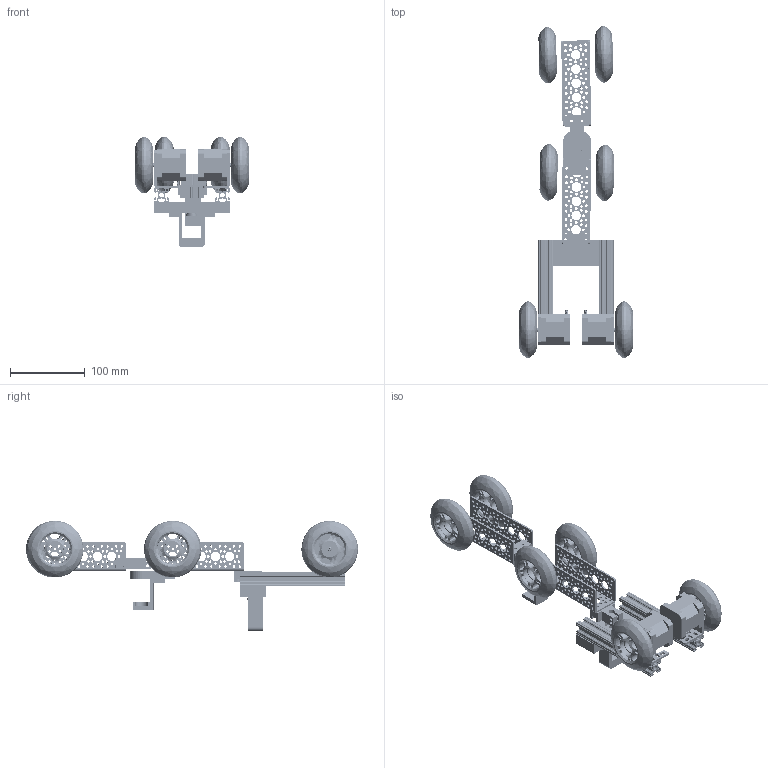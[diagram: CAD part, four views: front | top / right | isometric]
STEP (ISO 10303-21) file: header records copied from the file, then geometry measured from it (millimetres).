
FILE_DESCRIPTION (( 'STEP AP203' ), '1' );
FILE_NAME ('TrailerAssy.STEP', '2018-01-27T09:02:21', ( 'admin' ), ( '' ), 'SwSTEP 2.0', 'SolidWorks 2015', '' );
FILE_SCHEMA (( 'CONFIG_CONTROL_DESIGN' ));
Length unit declared in the file: millimetre
Products named in the file (16): BearingBaseTrailer; 608zz; PotHolder; BearingSpacer; TrailerAssy; EncoderFix; U_profile; X_profile; AxleAdapter; pololu-2266-model; Stepper___ _________; AxleAdapter_Lower; Wheel; TrailerAssy_LowerAdapter; BearingBase
Assembly tree (26 placements, depth 3):
  TrailerAssy
    X_profile  x2
    pololu-2266-model  x2
    Stepper___ _________  x2
    Wheel  x2
    BearingBase
    608zz  x2
    BearingSpacer  x2
    EncoderFix
    TrailerAssy
      U_profile
      AxleAdapter
      Wheel  x2
    TrailerAssy_LowerAdapter
      U_profile
      Wheel  x2
      AxleAdapter_Lower
    BearingBaseTrailer
    PotHolder
Bounding box: 151.89 x 443.04 x 147.23 mm (x, y, z)
Volume: 722458.6 mm3; surface area: 293536.5 mm2
Topology: 28 solids, 30 shells, 3123 faces, 8947 edges, 5878 vertices
Faces by surface type: cylinder 1624, plane 995, bspline 376, cone 88, torus 40
Entity records: 56921 total; most frequent: CARTESIAN_POINT 17141, ORIENTED_EDGE 7918, DIRECTION 7639, EDGE_CURVE 3959, AXIS2_PLACEMENT_3D 2790, VERTEX_POINT 2612, LINE 2059, VECTOR 2059
